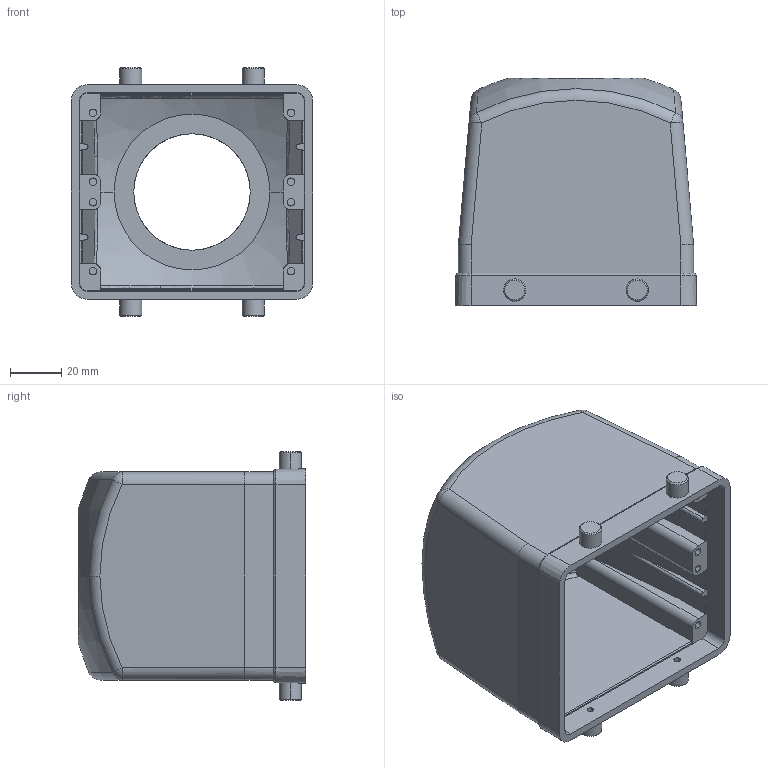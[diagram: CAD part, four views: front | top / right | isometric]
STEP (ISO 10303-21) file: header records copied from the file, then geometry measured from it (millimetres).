
FILE_DESCRIPTION (( 'STEP AP214' ), '1' );
FILE_NAME ('ZP-MC32B-2-DTE36M.step', '2015-08-12T18:08:12', ( '' ), ( '' ), 'SwSTEP 2.0', 'SolidWorks 2014', '' );
FILE_SCHEMA (( 'AUTOMOTIVE_DESIGN' ));
Length unit declared in the file: millimetre
Products named in the file (1): ZP-MC32B-2-DTE36M
Bounding box: 94.5 x 89 x 97.5 mm (x, y, z)
Volume: 123624.6 mm3; surface area: 67977.6 mm2
Topology: 1 solids, 1 shells, 208 faces, 522 edges, 333 vertices
Faces by surface type: plane 90, cylinder 77, cone 16, torus 15, sphere 8, bspline 2
Entity records: 7340 total; most frequent: CARTESIAN_POINT 2174, ORIENTED_EDGE 1044, DIRECTION 1024, EDGE_CURVE 522, AXIS2_PLACEMENT_3D 374, VERTEX_POINT 333, LINE 276, VECTOR 276
